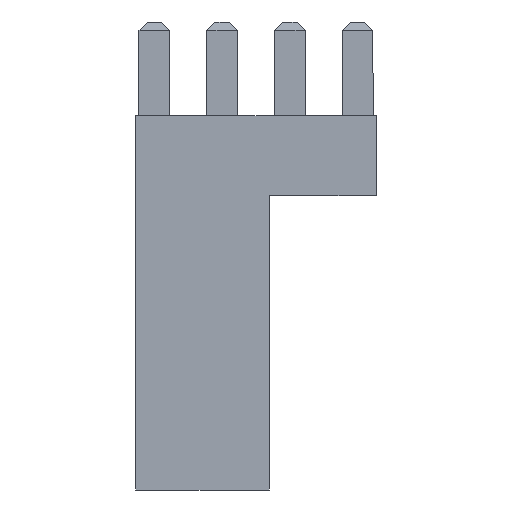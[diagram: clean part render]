
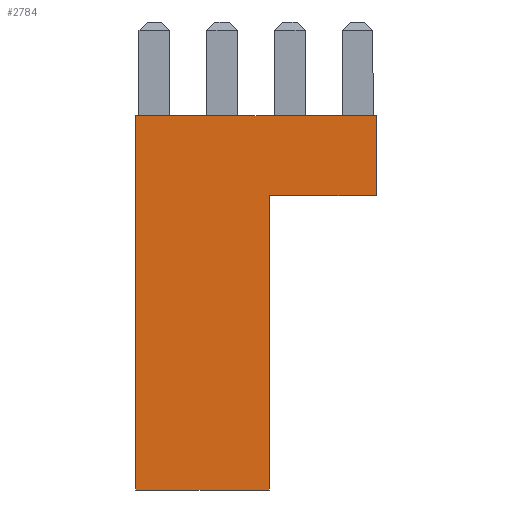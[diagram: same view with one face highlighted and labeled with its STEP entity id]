
A CAD part, left-side view. The second image highlights one B-rep face of the part: STEP entity #2784.
In plain terms, the highlighted planar face has unit normal (-1, 0, 0).
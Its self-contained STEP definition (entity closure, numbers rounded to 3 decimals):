
#259 = EDGE_LOOP ( 'NONE', ( #1377, #1378, #1379, #1381, #1382, #1383 ) ) ;
#667 = CARTESIAN_POINT ( 'NONE',  ( -4.5, -4.5, 14. ) ) ;
#695 = CARTESIAN_POINT ( 'NONE',  ( -4.5, -4.5, 11. ) ) ;
#701 = CARTESIAN_POINT ( 'NONE',  ( -4.5, 4.5, 14. ) ) ;
#1213 = VERTEX_POINT ( 'NONE', #667 ) ;
#1241 = VERTEX_POINT ( 'NONE', #695 ) ;
#1247 = VERTEX_POINT ( 'NONE', #701 ) ;
#1310 = VERTEX_POINT ( 'NONE', #3739 ) ;
#1313 = VERTEX_POINT ( 'NONE', #3742 ) ;
#1314 = VERTEX_POINT ( 'NONE', #3743 ) ;
#1377 = ORIENTED_EDGE ( 'NONE', *, *, #2762, .T. ) ;
#1378 = ORIENTED_EDGE ( 'NONE', *, *, #2764, .F. ) ;
#1379 = ORIENTED_EDGE ( 'NONE', *, *, #2766, .F. ) ;
#1381 = ORIENTED_EDGE ( 'NONE', *, *, #2773, .F. ) ;
#1382 = ORIENTED_EDGE ( 'NONE', *, *, #2670, .F. ) ;
#1383 = ORIENTED_EDGE ( 'NONE', *, *, #2767, .T. ) ;
#1535 = LINE ( 'NONE', #1536, #3880 ) ;
#1536 = CARTESIAN_POINT ( 'NONE',  ( -4.5, -4.5, 14. ) ) ;
#1537 = DIRECTION ( 'NONE',  ( 0., -1., 0. ) ) ;
#1723 = LINE ( 'NONE', #1741, #2038 ) ;
#1738 = LINE ( 'NONE', #1747, #2048 ) ;
#1741 = CARTESIAN_POINT ( 'NONE',  ( -4.5, -4.5, 0. ) ) ;
#1743 = DIRECTION ( 'NONE',  ( 0., -1., 0. ) ) ;
#1745 = LINE ( 'NONE', #1756, #2045 ) ;
#1747 = CARTESIAN_POINT ( 'NONE',  ( -4.5, -0.5, 0. ) ) ;
#1749 = DIRECTION ( 'NONE',  ( 0., 0., -1. ) ) ;
#1752 = LINE ( 'NONE', #1754, #2079 ) ;
#1754 = CARTESIAN_POINT ( 'NONE',  ( -4.5, -4.5, 11. ) ) ;
#1755 = DIRECTION ( 'NONE',  ( 0., 1., 0. ) ) ;
#1756 = CARTESIAN_POINT ( 'NONE',  ( -4.5, 4.5, 14. ) ) ;
#1757 = DIRECTION ( 'NONE',  ( 0., 0., -1. ) ) ;
#1772 = LINE ( 'NONE', #1774, #2072 ) ;
#1774 = CARTESIAN_POINT ( 'NONE',  ( -4.5, -4.5, 14. ) ) ;
#1775 = DIRECTION ( 'NONE',  ( 0., 0., -1. ) ) ;
#1812 = FACE_OUTER_BOUND ( 'NONE', #259, .T. ) ;
#1817 = PLANE ( 'NONE',  #2057 ) ;
#1818 = CARTESIAN_POINT ( 'NONE',  ( -4.5, -4.5, 14. ) ) ;
#1819 = DIRECTION ( 'NONE',  ( 1., 0., 0. ) ) ;
#1820 = DIRECTION ( 'NONE',  ( 0., 0., -1. ) ) ;
#2038 = VECTOR ( 'NONE', #1743, 1000. ) ;
#2045 = VECTOR ( 'NONE', #1757, 1000. ) ;
#2048 = VECTOR ( 'NONE', #1749, 1000. ) ;
#2057 = AXIS2_PLACEMENT_3D ( 'NONE', #1818, #1819, #1820 ) ;
#2072 = VECTOR ( 'NONE', #1775, 1000. ) ;
#2079 = VECTOR ( 'NONE', #1755, 1000. ) ;
#2670 = EDGE_CURVE ( 'NONE', #1247, #1213, #1535, .T. ) ;
#2762 = EDGE_CURVE ( 'NONE', #1310, #1314, #1723, .T. ) ;
#2764 = EDGE_CURVE ( 'NONE', #1313, #1314, #1738, .T. ) ;
#2766 = EDGE_CURVE ( 'NONE', #1241, #1313, #1752, .T. ) ;
#2767 = EDGE_CURVE ( 'NONE', #1247, #1310, #1745, .T. ) ;
#2773 = EDGE_CURVE ( 'NONE', #1213, #1241, #1772, .T. ) ;
#2784 = ADVANCED_FACE ( 'NONE', ( #1812 ), #1817, .F. ) ;
#3739 = CARTESIAN_POINT ( 'NONE',  ( -4.5, 4.5, 0. ) ) ;
#3742 = CARTESIAN_POINT ( 'NONE',  ( -4.5, -0.5, 11. ) ) ;
#3743 = CARTESIAN_POINT ( 'NONE',  ( -4.5, -0.5, 0. ) ) ;
#3880 = VECTOR ( 'NONE', #1537, 1000. ) ;
